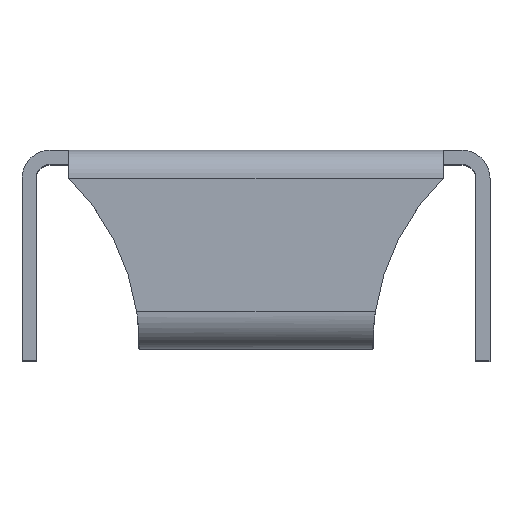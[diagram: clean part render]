
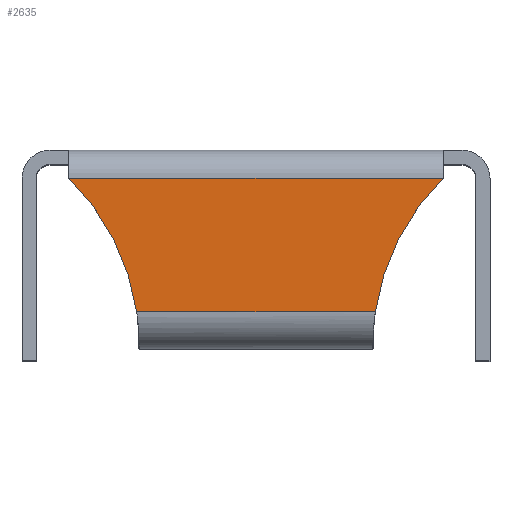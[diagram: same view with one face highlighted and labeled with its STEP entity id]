
A CAD part, top view. The second image highlights one B-rep face of the part: STEP entity #2635.
In plain terms, the highlighted planar face has unit normal (0, 0, 1).
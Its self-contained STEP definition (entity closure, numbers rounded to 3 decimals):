
#32=CIRCLE($,#2661,10.);
#35=CIRCLE($,#2666,10.);
#263=FACE_OUTER_BOUND($,#397,.T.);
#397=EDGE_LOOP($,(#2396,#2397,#2398,#2399));
#427=LINE($,#3728,#733);
#432=LINE($,#3765,#738);
#733=VECTOR($,#2920,10.207);
#738=VECTOR($,#2941,16.);
#1034=VERTEX_POINT($,#3662);
#1035=VERTEX_POINT($,#3682);
#1038=VERTEX_POINT($,#3708);
#1041=VERTEX_POINT($,#3733);
#1297=EDGE_CURVE($,#1035,#1034,#32,.T.);
#1302=EDGE_CURVE($,#1038,#1034,#427,.T.);
#1305=EDGE_CURVE($,#1038,#1041,#35,.T.);
#1312=EDGE_CURVE($,#1041,#1035,#432,.T.);
#2396=ORIENTED_EDGE($,*,*,#1297,.T.);
#2397=ORIENTED_EDGE($,*,*,#1302,.F.);
#2398=ORIENTED_EDGE($,*,*,#1305,.T.);
#2399=ORIENTED_EDGE($,*,*,#1312,.T.);
#2501=PLANE($,#2842);
#2635=ADVANCED_FACE($,(#263),#2501,.T.);
#2661=AXIS2_PLACEMENT_3D($,#3683,#2913,#2914);
#2666=AXIS2_PLACEMENT_3D($,#3735,#2926,#2927);
#2842=AXIS2_PLACEMENT_3D($,#4427,#3555,#3556);
#2913=DIRECTION('center_axis',(0.,0.,
-1.));
#2914=DIRECTION('ref_axis',(0.7,0.714,0.));
#2920=DIRECTION($,(-1.,0.,0.));
#2926=DIRECTION('center_axis',(0.,0.,
-1.));
#2927=DIRECTION('ref_axis',(-0.7,0.714,0.));
#2941=DIRECTION($,(-1.,0.,0.));
#3555=DIRECTION('center_axis',(0.,0.,
1.));
#3556=DIRECTION('ref_axis',(0.,1.,0.));
#3662=CARTESIAN_POINT('',(-5.103,-3.7,27.));
#3682=CARTESIAN_POINT('',(-8.,2.,27.));
#3683=CARTESIAN_POINT('Origin',(-14.999,-5.143,27.));
#3708=CARTESIAN_POINT('',(5.103,-3.7,27.));
#3728=CARTESIAN_POINT($,(5.103,-3.7,27.));
#3733=CARTESIAN_POINT('',(8.,2.,27.));
#3735=CARTESIAN_POINT('Origin',(14.999,-5.143,27.));
#3765=CARTESIAN_POINT($,(8.,2.,27.));
#4427=CARTESIAN_POINT('Origin',(0.,0.1,27.));
